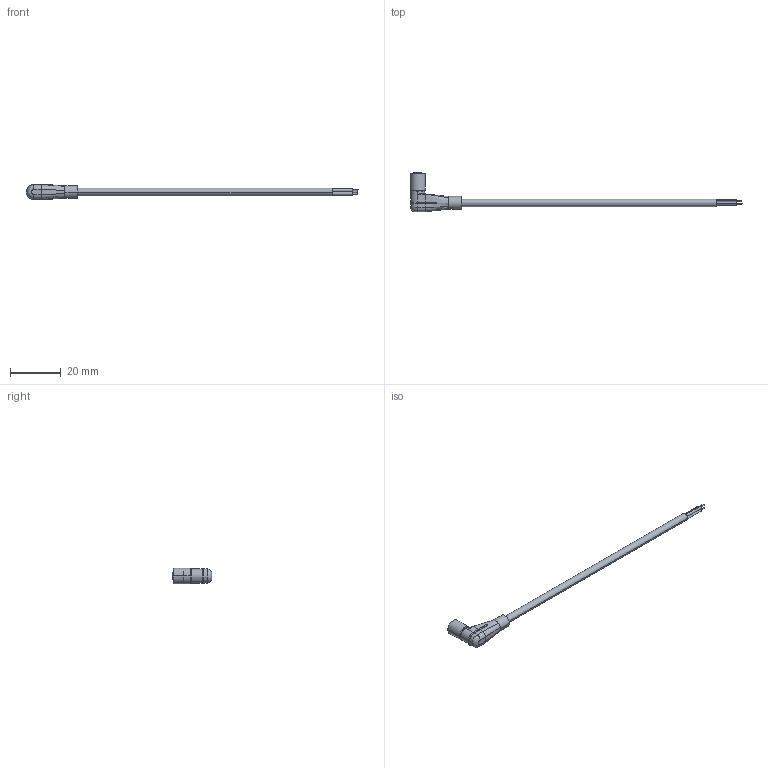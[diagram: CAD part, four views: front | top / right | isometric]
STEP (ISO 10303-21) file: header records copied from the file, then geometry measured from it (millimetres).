
FILE_DESCRIPTION(('SolidDesigner STEP Export'),'2;1');
FILE_NAME('1530537_SAC_3P_10.0_PUR_M5FR-select.stp','2015-10-16T 8:17:12',(''),(''),'Creo Elements/Direct Modeling STEP processor for AP214 (Solid Model)','Creo Elements/Direct Modeling 18.1B 29-Sep-2012 (C) Parametric Technology GmbH','');
FILE_SCHEMA(('AUTOMOTIVE_DESIGN { 1 0 10303 214 1 1 1 1 }'));
Length unit declared in the file: millimetre
Products named in the file (2): 1530537_SAC_3P_10.0_PUR_M5FR-select
Assembly tree (1 placements, depth 2):
  1530537_SAC_3P_10.0_PUR_M5FR-select
    1530537_SAC_3P_10.0_PUR_M5FR-select
Bounding box: 130.25 x 15.5 x 6 mm (x, y, z)
Volume: 1447.3 mm3; surface area: 1777 mm2
Topology: 1 solids, 1 shells, 88 faces, 198 edges, 127 vertices
Faces by surface type: cylinder 40, plane 31, bspline 8, cone 8, torus 1
Entity records: 3535 total; most frequent: CARTESIAN_POINT 934, ORIENTED_EDGE 396, DIRECTION 359, EDGE_CURVE 198, AXIS2_PLACEMENT_3D 138, VERTEX_POINT 127, EDGE_LOOP 103, COLOUR_RGB 89
